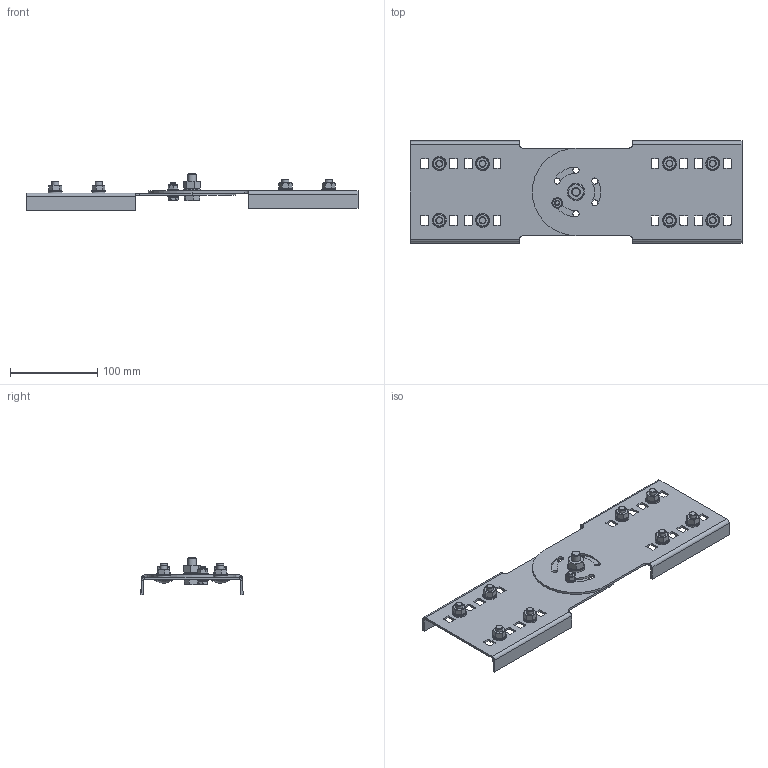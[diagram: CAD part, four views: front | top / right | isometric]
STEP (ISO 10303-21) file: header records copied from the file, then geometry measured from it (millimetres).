
FILE_DESCRIPTION (( 'STEP AP214' ), '1' );
FILE_NAME ('6091343.stp', '2024-05-02T15:49:59', ( '' ), ( '' ), 'SwSTEP 2.0', 'SolidWorks 2022', '' );
FILE_SCHEMA (( 'AUTOMOTIVE_DESIGN' ));
Length unit declared in the file: millimetre
Products named in the file (13): 011425_ISO 4017 - M6 x 16-C; 011421_Washer DIN 125 - A 8.4; 011424_Hexagon Nut ISO 4032 - M6 - D - C; 013722_Fächerscheibe - DIN 6798-A10.5; 011645_Hexagon Nut ISO 4032 - M10 - D - C; 009241_DIN 6798-A8.4; 011422_Washer DIN 125 - A 6.4; 6091343; 013279_Gelenkverbinderteil 110 x=111; 010721_ISO 4017 - M10 x 25-S; 009182_Scheibe DIN 125 - A 10.5; 011423_Hexagon Nut ISO 4032 - M8 - D - C; KTS 14.002-050_M8x16
Assembly tree (42 placements, depth 2):
  6091343
    013279_Gelenkverbinderteil 110 x=111  x2
    009241_DIN 6798-A8.4  x8
    011421_Washer DIN 125 - A 8.4  x8
    KTS 14.002-050_M8x16  x8
    011423_Hexagon Nut ISO 4032 - M8 - D - C  x8
    013722_Fächerscheibe - DIN 6798-A10.5
    011645_Hexagon Nut ISO 4032 - M10 - D - C
    011425_ISO 4017 - M6 x 16-C
    011424_Hexagon Nut ISO 4032 - M6 - D - C
    011422_Washer DIN 125 - A 6.4  x2
    010721_ISO 4017 - M10 x 25-S
    009182_Scheibe DIN 125 - A 10.5
Bounding box: 380 x 116.98 x 42.49 mm (x, y, z)
Volume: 164604.8 mm3; surface area: 140769.3 mm2
Topology: 42 solids, 42 shells, 1300 faces, 3585 edges, 2123 vertices
Faces by surface type: plane 620, bspline 260, cylinder 216, cone 194, sphere 8, torus 2
Full cylindrical faces by diameter (mm): 5 x1, 6 x2, 6.4 x2, 6.8 x8, 8 x16, 8.4 x16, 8.5 x1, 10 x3, 10.5 x2, 11 x2, 12 x2, 15 x8, 16 x9, 18 x1, 20 x9
Entity records: 14709 total; most frequent: CARTESIAN_POINT 4248, ORIENTED_EDGE 2062, DIRECTION 1908, EDGE_CURVE 1031, AXIS2_PLACEMENT_3D 709, VERTEX_POINT 675, EDGE_LOOP 502, LINE 490
